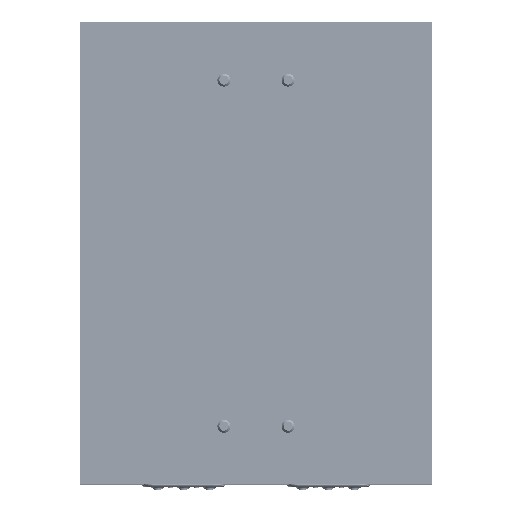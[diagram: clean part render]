
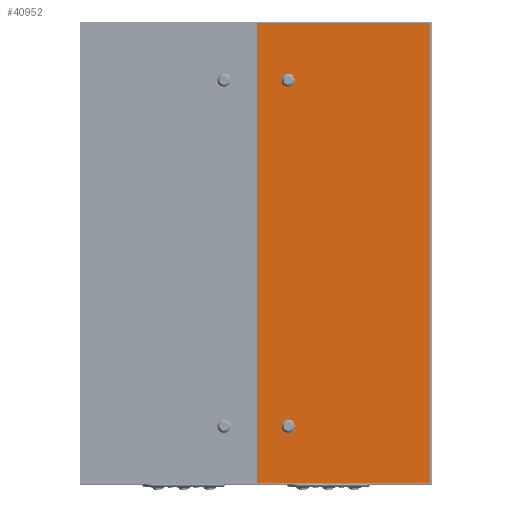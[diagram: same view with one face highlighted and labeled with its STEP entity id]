
A CAD part, top view. The second image highlights one B-rep face of the part: STEP entity #40952.
In plain terms, the highlighted planar face has unit normal (0, 0, 1).
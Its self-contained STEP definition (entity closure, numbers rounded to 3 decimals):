
#1259 = CARTESIAN_POINT ( 'NONE',  ( -153., 405., 0. ) ) ;
#1281 = LINE ( 'NONE', #37288, #16810 ) ;
#1455 = ORIENTED_EDGE ( 'NONE', *, *, #54398, .T. ) ;
#1801 = CARTESIAN_POINT ( 'NONE',  ( 153., 405., 0. ) ) ;
#2183 = EDGE_LOOP ( 'NONE', ( #13722, #51398, #1455, #20234 ) ) ;
#4191 = CARTESIAN_POINT ( 'NONE',  ( -153., -405., 0. ) ) ;
#4523 = CARTESIAN_POINT ( 'NONE',  ( -98., 305., 0. ) ) ;
#6130 = EDGE_CURVE ( 'NONE', #39670, #40849, #10346, .T. ) ;
#6670 = DIRECTION ( 'NONE',  ( 0., 0., -1. ) ) ;
#7421 = EDGE_CURVE ( 'NONE', #28262, #38289, #30633, .T. ) ;
#9048 = DIRECTION ( 'NONE',  ( 1., 0., 0. ) ) ;
#9497 = VERTEX_POINT ( 'NONE', #1259 ) ;
#10257 = CARTESIAN_POINT ( 'NONE',  ( -109.5, 305., 0. ) ) ;
#10346 = LINE ( 'NONE', #30936, #42250 ) ;
#11175 = CARTESIAN_POINT ( 'NONE',  ( -109.5, -305., 0. ) ) ;
#11549 = EDGE_CURVE ( 'NONE', #15482, #9497, #1281, .T. ) ;
#11550 = EDGE_CURVE ( 'NONE', #36207, #38513, #54295, .T. ) ;
#11729 = EDGE_LOOP ( 'NONE', ( #49309, #57550 ) ) ;
#11971 = ORIENTED_EDGE ( 'NONE', *, *, #11550, .T. ) ;
#12188 = DIRECTION ( 'NONE',  ( 0., -1., 0. ) ) ;
#13722 = ORIENTED_EDGE ( 'NONE', *, *, #50795, .T. ) ;
#14463 = DIRECTION ( 'NONE',  ( 1., 0., 0. ) ) ;
#15482 = VERTEX_POINT ( 'NONE', #52274 ) ;
#16810 = VECTOR ( 'NONE', #19214, 1000. ) ;
#16828 = CARTESIAN_POINT ( 'NONE',  ( -98., 305., 0. ) ) ;
#16944 = CARTESIAN_POINT ( 'NONE',  ( -86.5, -305., 0. ) ) ;
#17339 = AXIS2_PLACEMENT_3D ( 'NONE', #16828, #21362, #53583 ) ;
#18883 = EDGE_CURVE ( 'NONE', #38513, #36207, #54712, .T. ) ;
#19214 = DIRECTION ( 'NONE',  ( -1., 0., 0. ) ) ;
#19552 = FACE_OUTER_BOUND ( 'NONE', #2183, .T. ) ;
#20234 = ORIENTED_EDGE ( 'NONE', *, *, #11549, .T. ) ;
#20536 = LINE ( 'NONE', #26195, #24067 ) ;
#21362 = DIRECTION ( 'NONE',  ( 0., 0., 1. ) ) ;
#21390 = DIRECTION ( 'NONE',  ( 1., 0., 0. ) ) ;
#24067 = VECTOR ( 'NONE', #12188, 1000. ) ;
#24678 = DIRECTION ( 'NONE',  ( 0., 1., 0. ) ) ;
#25214 = FACE_BOUND ( 'NONE', #55808, .T. ) ;
#26027 = AXIS2_PLACEMENT_3D ( 'NONE', #39267, #48531, #21390 ) ;
#26195 = CARTESIAN_POINT ( 'NONE',  ( -153., 405., 0. ) ) ;
#28262 = VERTEX_POINT ( 'NONE', #44972 ) ;
#30098 = AXIS2_PLACEMENT_3D ( 'NONE', #4523, #36164, #9048 ) ;
#30633 = CIRCLE ( 'NONE', #30098, 11.5 ) ;
#30936 = CARTESIAN_POINT ( 'NONE',  ( -153., -405., 0. ) ) ;
#32627 = ORIENTED_EDGE ( 'NONE', *, *, #18883, .T. ) ;
#33009 = FACE_BOUND ( 'NONE', #11729, .T. ) ;
#33497 = PLANE ( 'NONE',  #26027 ) ;
#36164 = DIRECTION ( 'NONE',  ( 0., 0., 1. ) ) ;
#36207 = VERTEX_POINT ( 'NONE', #11175 ) ;
#37288 = CARTESIAN_POINT ( 'NONE',  ( -153., 405., 0. ) ) ;
#38289 = VERTEX_POINT ( 'NONE', #10257 ) ;
#38333 = DIRECTION ( 'NONE',  ( 1., 0., 0. ) ) ;
#38513 = VERTEX_POINT ( 'NONE', #16944 ) ;
#39267 = CARTESIAN_POINT ( 'NONE',  ( 0., 0., 0. ) ) ;
#39670 = VERTEX_POINT ( 'NONE', #4191 ) ;
#40849 = VERTEX_POINT ( 'NONE', #51871 ) ;
#40952 = ADVANCED_FACE ( 'NONE', ( #25214, #33009, #19552 ), #33497, .T. ) ;
#41633 = DIRECTION ( 'NONE',  ( 0., 0., -1. ) ) ;
#42250 = VECTOR ( 'NONE', #48983, 1000. ) ;
#43479 = CARTESIAN_POINT ( 'NONE',  ( -98., -305., 0. ) ) ;
#43824 = VECTOR ( 'NONE', #24678, 1000. ) ;
#44972 = CARTESIAN_POINT ( 'NONE',  ( -86.5, 305., 0. ) ) ;
#45155 = AXIS2_PLACEMENT_3D ( 'NONE', #43479, #6670, #38333 ) ;
#47306 = LINE ( 'NONE', #1801, #43824 ) ;
#48531 = DIRECTION ( 'NONE',  ( 0., 0., 1. ) ) ;
#48983 = DIRECTION ( 'NONE',  ( 1., 0., 0. ) ) ;
#49309 = ORIENTED_EDGE ( 'NONE', *, *, #7421, .F. ) ;
#50795 = EDGE_CURVE ( 'NONE', #9497, #39670, #20536, .T. ) ;
#51076 = CARTESIAN_POINT ( 'NONE',  ( -98., -305., 0. ) ) ;
#51398 = ORIENTED_EDGE ( 'NONE', *, *, #6130, .T. ) ;
#51871 = CARTESIAN_POINT ( 'NONE',  ( 153., -405., 0. ) ) ;
#52274 = CARTESIAN_POINT ( 'NONE',  ( 153., 405., 0. ) ) ;
#53583 = DIRECTION ( 'NONE',  ( 1., 0., 0. ) ) ;
#54091 = CIRCLE ( 'NONE', #17339, 11.5 ) ;
#54295 = CIRCLE ( 'NONE', #56423, 11.5 ) ;
#54398 = EDGE_CURVE ( 'NONE', #40849, #15482, #47306, .T. ) ;
#54712 = CIRCLE ( 'NONE', #45155, 11.5 ) ;
#55808 = EDGE_LOOP ( 'NONE', ( #32627, #11971 ) ) ;
#56423 = AXIS2_PLACEMENT_3D ( 'NONE', #51076, #41633, #14463 ) ;
#56570 = EDGE_CURVE ( 'NONE', #38289, #28262, #54091, .T. ) ;
#57550 = ORIENTED_EDGE ( 'NONE', *, *, #56570, .F. ) ;
